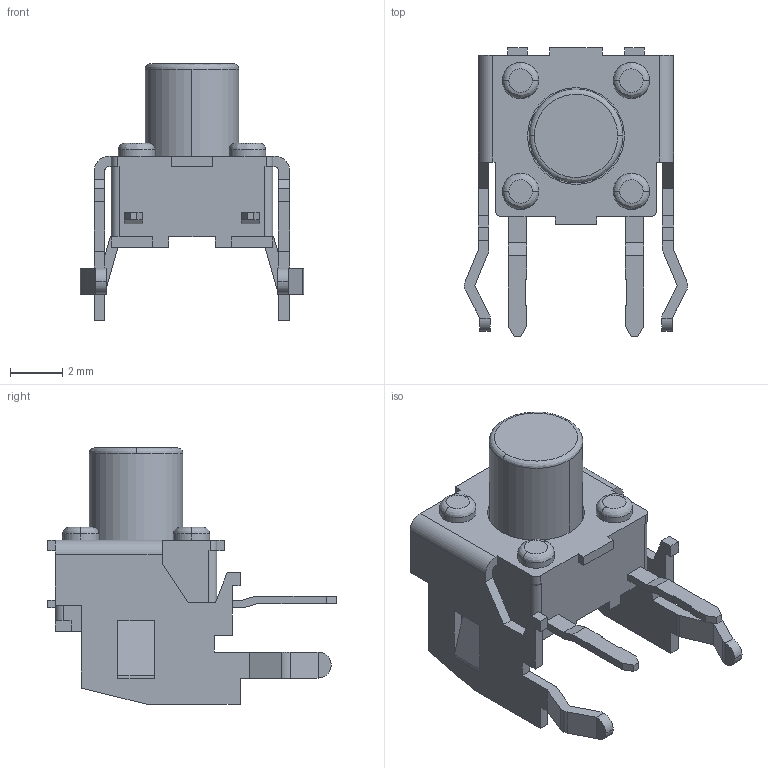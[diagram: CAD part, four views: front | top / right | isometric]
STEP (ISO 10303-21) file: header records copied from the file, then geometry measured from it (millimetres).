
FILE_DESCRIPTION (( 'STEP AP203' ), '1' );
FILE_NAME ('EVQPF206K.STEP', '2013-09-09T05:10:38', ( '' ), ( '' ), 'SwSTEP 2.0', 'SolidWorks 2012', '' );
FILE_SCHEMA (( 'CONFIG_CONTROL_DESIGN' ));
Length unit declared in the file: millimetre
Products named in the file (1): EVQPF206K
Bounding box: 8.58 x 11.1 x 9.85 mm (x, y, z)
Volume: 194.9 mm3; surface area: 433.7 mm2
Topology: 1 solids, 1 shells, 236 faces, 652 edges, 431 vertices
Faces by surface type: plane 191, cylinder 35, bspline 10
Entity records: 7694 total; most frequent: CARTESIAN_POINT 1599, ORIENTED_EDGE 1304, DIRECTION 1159, EDGE_CURVE 652, VECTOR 559, LINE 559, VERTEX_POINT 431, AXIS2_PLACEMENT_3D 300
